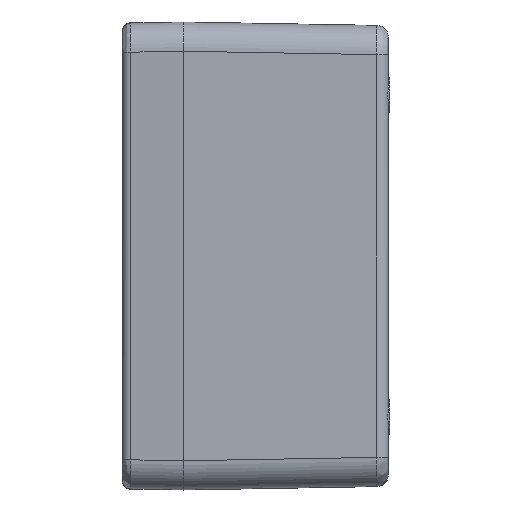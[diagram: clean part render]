
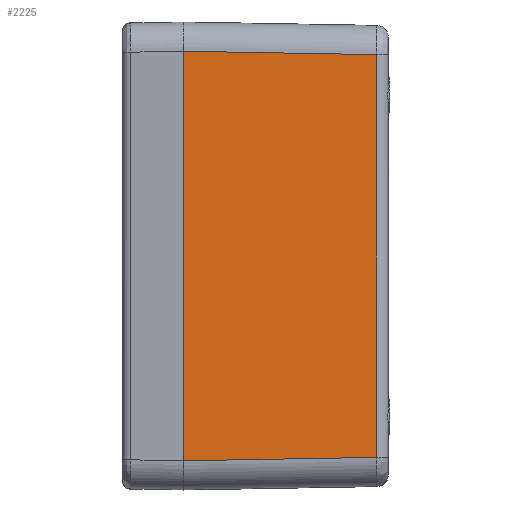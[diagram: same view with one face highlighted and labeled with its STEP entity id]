
A CAD part, left-side view. The second image highlights one B-rep face of the part: STEP entity #2225.
In plain terms, the highlighted planar face has unit normal (-1, -0.018, 0).
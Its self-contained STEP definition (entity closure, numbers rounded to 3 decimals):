
#509 = LINE ( 'NONE', #4666, #7293 ) ;
#760 = ORIENTED_EDGE ( 'NONE', *, *, #8269, .T. ) ;
#926 = CARTESIAN_POINT ( 'NONE',  ( -178.847, -66.07, 22.949 ) ) ;
#1224 = AXIS2_PLACEMENT_3D ( 'NONE', #13089, #3762, #13227 ) ;
#1364 = EDGE_CURVE ( 'NONE', #6331, #2913, #509, .T. ) ;
#1565 = CARTESIAN_POINT ( 'NONE',  ( -179.616, -22.023, -69.617 ) ) ;
#2225 = ADVANCED_FACE ( 'NONE', ( #6903 ), #4935, .T. ) ;
#2337 = CARTESIAN_POINT ( 'NONE',  ( -178.847, -66.07, -68.848 ) ) ;
#2363 = EDGE_LOOP ( 'NONE', ( #6784, #12822, #8807, #760 ) ) ;
#2579 = CARTESIAN_POINT ( 'NONE',  ( -179.231, -44.047, -69.233 ) ) ;
#2756 = VERTEX_POINT ( 'NONE', #6140 ) ;
#2913 = VERTEX_POINT ( 'NONE', #4436 ) ;
#3023 = CARTESIAN_POINT ( 'NONE',  ( -180., 0., 70.002 ) ) ;
#3762 = DIRECTION ( 'NONE',  ( -1., -0.017, 0. ) ) ;
#4436 = CARTESIAN_POINT ( 'NONE',  ( -180., 0., -70.002 ) ) ;
#4666 = CARTESIAN_POINT ( 'NONE',  ( -180., 0., 70.002 ) ) ;
#4837 = EDGE_CURVE ( 'NONE', #6331, #2756, #8819, .T. ) ;
#4935 = PLANE ( 'NONE',  #1224 ) ;
#4943 = CARTESIAN_POINT ( 'NONE',  ( -180., 0., 70.002 ) ) ;
#5090 = CARTESIAN_POINT ( 'NONE',  ( -178.847, -66.07, 68.848 ) ) ;
#5644 = CARTESIAN_POINT ( 'NONE',  ( -178.847, -66.07, -68.848 ) ) ;
#6140 = CARTESIAN_POINT ( 'NONE',  ( -178.847, -66.07, 68.848 ) ) ;
#6331 = VERTEX_POINT ( 'NONE', #3023 ) ;
#6640 = DIRECTION ( 'NONE',  ( 0., 0., -1. ) ) ;
#6784 = ORIENTED_EDGE ( 'NONE', *, *, #4837, .F. ) ;
#6903 = FACE_OUTER_BOUND ( 'NONE', #2363, .T. ) ;
#7293 = VECTOR ( 'NONE', #6640, 1000. ) ;
#8182 = CARTESIAN_POINT ( 'NONE',  ( -178.847, -66.07, 68.848 ) ) ;
#8269 = EDGE_CURVE ( 'NONE', #10215, #2756, #11885, .T. ) ;
#8807 = ORIENTED_EDGE ( 'NONE', *, *, #10541, .T. ) ;
#8819 = B_SPLINE_CURVE_WITH_KNOTS ( 'NONE', 3,
 ( #4943, #9139, #10046, #8182 ),
 .UNSPECIFIED., .F., .F.,
 ( 4, 4 ),
 ( 0., 1. ),
 .UNSPECIFIED. ) ;
#9139 = CARTESIAN_POINT ( 'NONE',  ( -179.616, -22.023, 69.617 ) ) ;
#10046 = CARTESIAN_POINT ( 'NONE',  ( -179.231, -44.047, 69.233 ) ) ;
#10215 = VERTEX_POINT ( 'NONE', #2337 ) ;
#10541 = EDGE_CURVE ( 'NONE', #2913, #10215, #12990, .T. ) ;
#11196 = CARTESIAN_POINT ( 'NONE',  ( -178.847, -66.07, -68.848 ) ) ;
#11682 = CARTESIAN_POINT ( 'NONE',  ( -180., 0., -70.002 ) ) ;
#11885 = B_SPLINE_CURVE_WITH_KNOTS ( 'NONE', 3,
 ( #11196, #13322, #926, #5090 ),
 .UNSPECIFIED., .F., .F.,
 ( 4, 4 ),
 ( 0., 1. ),
 .UNSPECIFIED. ) ;
#12822 = ORIENTED_EDGE ( 'NONE', *, *, #1364, .T. ) ;
#12990 = B_SPLINE_CURVE_WITH_KNOTS ( 'NONE', 3,
 ( #11682, #1565, #2579, #5644 ),
 .UNSPECIFIED., .F., .F.,
 ( 4, 4 ),
 ( 0., 1. ),
 .UNSPECIFIED. ) ;
#13089 = CARTESIAN_POINT ( 'NONE',  ( -180., 0., -85.807 ) ) ;
#13227 = DIRECTION ( 'NONE',  ( -0.017, 1., 0. ) ) ;
#13322 = CARTESIAN_POINT ( 'NONE',  ( -178.847, -66.07, -22.949 ) ) ;
